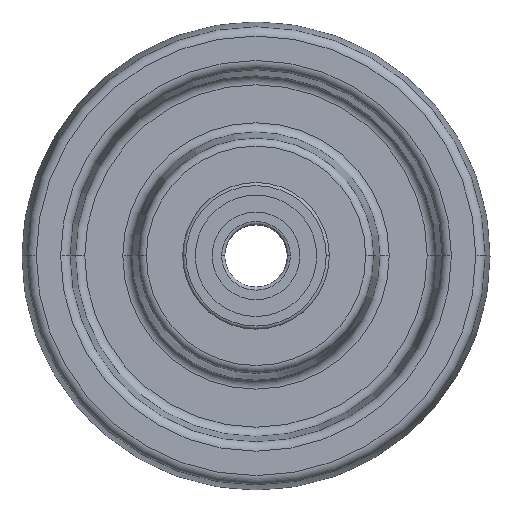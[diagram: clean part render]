
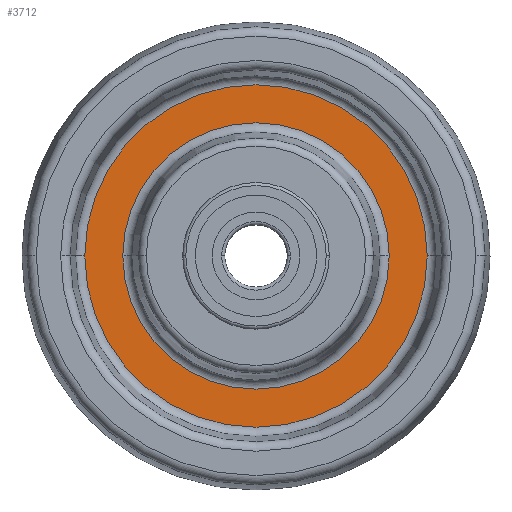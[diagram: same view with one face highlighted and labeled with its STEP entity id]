
A CAD part, top view. The second image highlights one B-rep face of the part: STEP entity #3712.
In plain terms, the highlighted planar face has unit normal (0, 0, 1).
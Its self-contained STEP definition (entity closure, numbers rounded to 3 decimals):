
#166 = CARTESIAN_POINT ( 'NONE',  ( 42.685, 0., 6.5 ) ) ;
#384 = EDGE_CURVE ( 'NONE', #4412, #2081, #6633, .T. ) ;
#676 = AXIS2_PLACEMENT_3D ( 'NONE', #4312, #2661, #4266 ) ;
#800 = DIRECTION ( 'NONE',  ( 0., 0., 1. ) ) ;
#910 = ORIENTED_EDGE ( 'NONE', *, *, #5105, .F. ) ;
#1243 = EDGE_LOOP ( 'NONE', ( #5385, #6155 ) ) ;
#1379 = CARTESIAN_POINT ( 'NONE',  ( -42.685, 0., 6.5 ) ) ;
#1842 = DIRECTION ( 'NONE',  ( 1., 0., 0. ) ) ;
#1866 = EDGE_CURVE ( 'NONE', #2081, #4412, #2383, .T. ) ;
#1868 = DIRECTION ( 'NONE',  ( 0., 0., 1. ) ) ;
#2081 = VERTEX_POINT ( 'NONE', #4658 ) ;
#2383 = CIRCLE ( 'NONE', #4403, 54.878 ) ;
#2557 = PLANE ( 'NONE',  #3919 ) ;
#2573 = CIRCLE ( 'NONE', #676, 42.685 ) ;
#2574 = CARTESIAN_POINT ( 'NONE',  ( 0., 42.685, 6.5 ) ) ;
#2661 = DIRECTION ( 'NONE',  ( 0., 0., 1. ) ) ;
#3067 = DIRECTION ( 'NONE',  ( -1., 0., 0. ) ) ;
#3137 = AXIS2_PLACEMENT_3D ( 'NONE', #3180, #4207, #5861 ) ;
#3180 = CARTESIAN_POINT ( 'NONE',  ( 0., 0., 6.5 ) ) ;
#3712 = ADVANCED_FACE ( 'NONE', ( #3721, #4641 ), #2557, .F. ) ;
#3721 = FACE_BOUND ( 'NONE', #4416, .T. ) ;
#3919 = AXIS2_PLACEMENT_3D ( 'NONE', #2574, #6837, #3067 ) ;
#4207 = DIRECTION ( 'NONE',  ( 0., 0., 1. ) ) ;
#4239 = AXIS2_PLACEMENT_3D ( 'NONE', #5099, #800, #1842 ) ;
#4266 = DIRECTION ( 'NONE',  ( 1., 0., 0. ) ) ;
#4312 = CARTESIAN_POINT ( 'NONE',  ( 0., 0., 6.5 ) ) ;
#4403 = AXIS2_PLACEMENT_3D ( 'NONE', #4610, #1868, #5701 ) ;
#4412 = VERTEX_POINT ( 'NONE', #4596 ) ;
#4416 = EDGE_LOOP ( 'NONE', ( #910, #6381 ) ) ;
#4458 = VERTEX_POINT ( 'NONE', #1379 ) ;
#4596 = CARTESIAN_POINT ( 'NONE',  ( 54.878, 0., 6.5 ) ) ;
#4610 = CARTESIAN_POINT ( 'NONE',  ( 0., 0., 6.5 ) ) ;
#4639 = CIRCLE ( 'NONE', #3137, 42.685 ) ;
#4641 = FACE_OUTER_BOUND ( 'NONE', #1243, .T. ) ;
#4658 = CARTESIAN_POINT ( 'NONE',  ( -54.878, 0., 6.5 ) ) ;
#5099 = CARTESIAN_POINT ( 'NONE',  ( 0., 0., 6.5 ) ) ;
#5105 = EDGE_CURVE ( 'NONE', #6733, #4458, #2573, .T. ) ;
#5385 = ORIENTED_EDGE ( 'NONE', *, *, #384, .T. ) ;
#5701 = DIRECTION ( 'NONE',  ( 1., 0., 0. ) ) ;
#5861 = DIRECTION ( 'NONE',  ( 1., 0., 0. ) ) ;
#6155 = ORIENTED_EDGE ( 'NONE', *, *, #1866, .T. ) ;
#6381 = ORIENTED_EDGE ( 'NONE', *, *, #6467, .F. ) ;
#6467 = EDGE_CURVE ( 'NONE', #4458, #6733, #4639, .T. ) ;
#6633 = CIRCLE ( 'NONE', #4239, 54.878 ) ;
#6733 = VERTEX_POINT ( 'NONE', #166 ) ;
#6837 = DIRECTION ( 'NONE',  ( 0., 0., -1. ) ) ;
